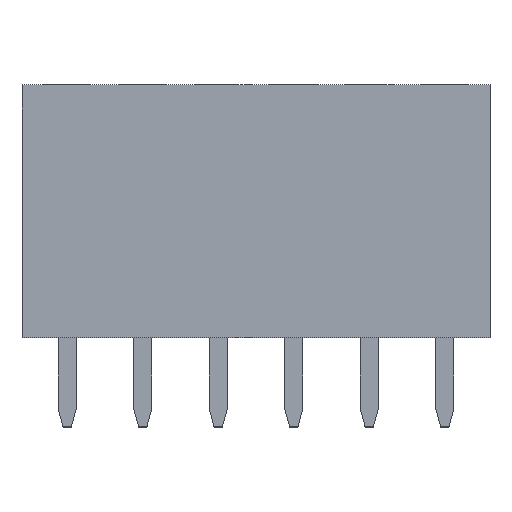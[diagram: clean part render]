
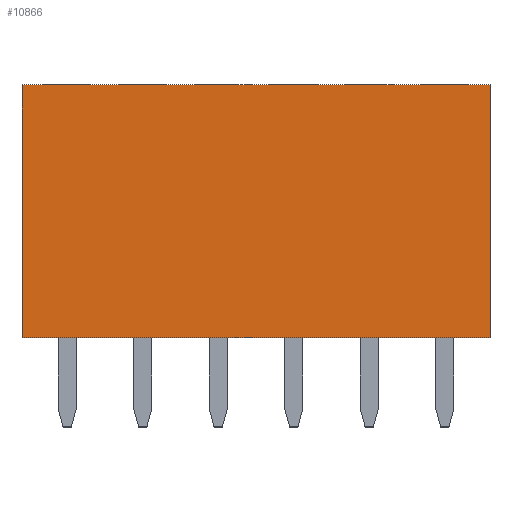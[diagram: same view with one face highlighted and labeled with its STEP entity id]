
A CAD part, top view. The second image highlights one B-rep face of the part: STEP entity #10866.
In plain terms, the highlighted planar face has unit normal (0, 0, 1).
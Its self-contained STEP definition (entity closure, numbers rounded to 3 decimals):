
#125 = CARTESIAN_POINT ( 'NONE',  ( 14.22, 0., 3.75 ) ) ;
#1076 = CARTESIAN_POINT ( 'NONE',  ( 14.22, 0., 3.75 ) ) ;
#1142 = ORIENTED_EDGE ( 'NONE', *, *, #6307, .T. ) ;
#1349 = CARTESIAN_POINT ( 'NONE',  ( 14.22, 0., 3.75 ) ) ;
#1661 = CARTESIAN_POINT ( 'NONE',  ( 14.22, 0., 3.75 ) ) ;
#2348 = VECTOR ( 'NONE', #7862, 1000. ) ;
#2552 = CARTESIAN_POINT ( 'NONE',  ( 14.22, 8.5, 3.75 ) ) ;
#2783 = VECTOR ( 'NONE', #9850, 1000. ) ;
#4000 = VERTEX_POINT ( 'NONE', #17964 ) ;
#4734 = VECTOR ( 'NONE', #12478, 1000. ) ;
#4940 = VERTEX_POINT ( 'NONE', #9979 ) ;
#6307 = EDGE_CURVE ( 'NONE', #10563, #4940, #11239, .T. ) ;
#6671 = EDGE_LOOP ( 'NONE', ( #13050, #7516, #17469, #1142 ) ) ;
#7516 = ORIENTED_EDGE ( 'NONE', *, *, #12751, .F. ) ;
#7600 = VECTOR ( 'NONE', #11424, 1000. ) ;
#7862 = DIRECTION ( 'NONE',  ( 0., 1., 0. ) ) ;
#8162 = VERTEX_POINT ( 'NONE', #1349 ) ;
#8161 = PLANE ( 'NONE',  #15427 ) ;
#8521 = LINE ( 'NONE', #14211, #7600 ) ;
#8627 = DIRECTION ( 'NONE',  ( 0., -1., 0. ) ) ;
#9348 = EDGE_CURVE ( 'NONE', #4000, #4940, #8521, .T. ) ;
#9850 = DIRECTION ( 'NONE',  ( -1., 0., 0. ) ) ;
#9979 = CARTESIAN_POINT ( 'NONE',  ( -1.52, 8.5, 3.75 ) ) ;
#10563 = VERTEX_POINT ( 'NONE', #12580 ) ;
#10866 = ADVANCED_FACE ( 'NONE', ( #15429 ), #8161, .F. ) ;
#11239 = LINE ( 'NONE', #2552, #2783 ) ;
#11424 = DIRECTION ( 'NONE',  ( 0., 1., 0. ) ) ;
#12263 = LINE ( 'NONE', #1661, #2348 ) ;
#12478 = DIRECTION ( 'NONE',  ( -1., 0., 0. ) ) ;
#12580 = CARTESIAN_POINT ( 'NONE',  ( 14.22, 8.5, 3.75 ) ) ;
#12751 = EDGE_CURVE ( 'NONE', #8162, #4000, #14065, .T. ) ;
#13050 = ORIENTED_EDGE ( 'NONE', *, *, #9348, .F. ) ;
#14065 = LINE ( 'NONE', #1076, #4734 ) ;
#14211 = CARTESIAN_POINT ( 'NONE',  ( -1.52, 0., 3.75 ) ) ;
#15427 = AXIS2_PLACEMENT_3D ( 'NONE', #125, #15699, #8627 ) ;
#15429 = FACE_OUTER_BOUND ( 'NONE', #6671, .T. ) ;
#15699 = DIRECTION ( 'NONE',  ( 0., 0., -1. ) ) ;
#16481 = EDGE_CURVE ( 'NONE', #8162, #10563, #12263, .T. ) ;
#17469 = ORIENTED_EDGE ( 'NONE', *, *, #16481, .T. ) ;
#17964 = CARTESIAN_POINT ( 'NONE',  ( -1.52, 0., 3.75 ) ) ;
